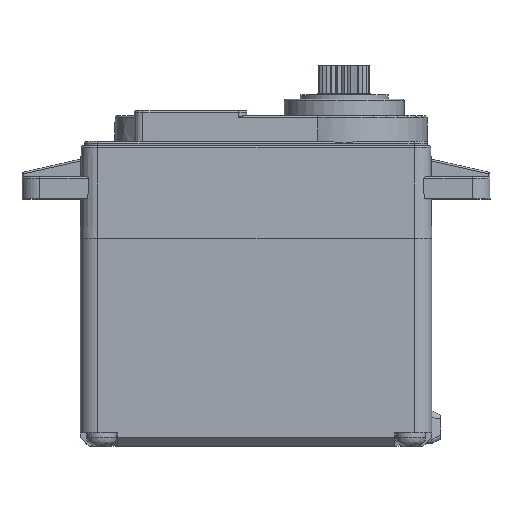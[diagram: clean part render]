
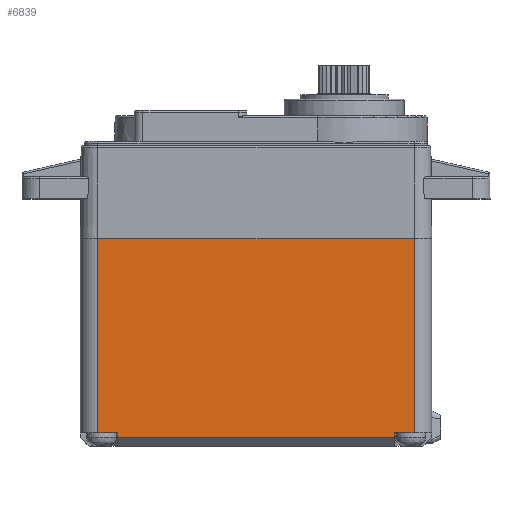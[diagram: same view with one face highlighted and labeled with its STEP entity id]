
A CAD part, top view. The second image highlights one B-rep face of the part: STEP entity #6839.
In plain terms, the highlighted planar face has unit normal (0, 0, 1).
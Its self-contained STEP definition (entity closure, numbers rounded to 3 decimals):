
#950=DIRECTION('',(1.,0.,0.));
#951=VECTOR('',#950,35.8);
#952=CARTESIAN_POINT('',(-17.9,0.,9.9));
#953=LINE('',#952,#951);
#954=DIRECTION('',(1.,0.,0.));
#955=VECTOR('',#954,2.2);
#956=CARTESIAN_POINT('',(15.7,-22.,9.9));
#957=LINE('',#956,#955);
#958=DIRECTION('',(0.,-1.,0.));
#959=VECTOR('',#958,0.5);
#960=CARTESIAN_POINT('',(-15.7,-22.,9.9));
#961=LINE('',#960,#959);
#962=DIRECTION('',(1.,0.,0.));
#963=VECTOR('',#962,2.2);
#964=CARTESIAN_POINT('',(-17.9,-22.,9.9));
#965=LINE('',#964,#963);
#970=DIRECTION('',(0.,1.,0.));
#971=VECTOR('',#970,22.);
#972=CARTESIAN_POINT('',(17.9,-22.,9.9));
#973=LINE('',#972,#971);
#1027=DIRECTION('',(0.,-1.,0.));
#1028=VECTOR('',#1027,22.);
#1029=CARTESIAN_POINT('',(-17.9,0.,9.9));
#1030=LINE('',#1029,#1028);
#1095=DIRECTION('',(-1.,0.,0.));
#1096=VECTOR('',#1095,31.4);
#1097=CARTESIAN_POINT('',(15.7,-22.5,9.9));
#1098=LINE('',#1097,#1096);
#1111=DIRECTION('',(0.,1.,0.));
#1112=VECTOR('',#1111,0.5);
#1113=CARTESIAN_POINT('',(15.7,-22.5,9.9));
#1114=LINE('',#1113,#1112);
#4973=CARTESIAN_POINT('',(-17.9,-22.,9.9));
#4974=VERTEX_POINT('',#4973);
#4975=CARTESIAN_POINT('',(-15.7,-22.,9.9));
#4976=VERTEX_POINT('',#4975);
#4981=CARTESIAN_POINT('',(15.7,-22.,9.9));
#4982=CARTESIAN_POINT('',(17.9,-22.,9.9));
#4983=VERTEX_POINT('',#4981);
#4984=VERTEX_POINT('',#4982);
#5088=CARTESIAN_POINT('',(-15.7,-22.5,9.9));
#5089=VERTEX_POINT('',#5088);
#5090=CARTESIAN_POINT('',(15.7,-22.5,9.9));
#5091=VERTEX_POINT('',#5090);
#5542=CARTESIAN_POINT('',(17.9,0.,
9.9));
#5543=VERTEX_POINT('',#5542);
#5544=CARTESIAN_POINT('',(-17.9,0.,9.9));
#5545=VERTEX_POINT('',#5544);
#6817=CARTESIAN_POINT('',(0.,-9.95,9.9));
#6818=DIRECTION('',(0.,0.,1.));
#6819=DIRECTION('',(1.,0.,0.));
#6820=AXIS2_PLACEMENT_3D('',#6817,#6818,#6819);
#6821=PLANE('',#6820);
#6823=ORIENTED_EDGE('',*,*,#6822,.F.);
#6825=ORIENTED_EDGE('',*,*,#6824,.F.);
#6827=ORIENTED_EDGE('',*,*,#6826,.F.);
#6829=ORIENTED_EDGE('',*,*,#6828,.T.);
#6831=ORIENTED_EDGE('',*,*,#6830,.F.);
#6833=ORIENTED_EDGE('',*,*,#6832,.F.);
#6835=ORIENTED_EDGE('',*,*,#6834,.F.);
#6836=ORIENTED_EDGE('',*,*,#6800,.T.);
#6837=EDGE_LOOP('',(#6823,#6825,#6827,#6829,#6831,#6833,#6835,#6836));
#6838=FACE_OUTER_BOUND('',#6837,.F.);
#6839=ADVANCED_FACE('',(#6838),#6821,.T.);
#6800=EDGE_CURVE('',#5545,#5543,#953,.T.);
#6822=EDGE_CURVE('',#4984,#5543,#973,.T.);
#6824=EDGE_CURVE('',#4983,#4984,#957,.T.);
#6826=EDGE_CURVE('',#5091,#4983,#1114,.T.);
#6828=EDGE_CURVE('',#5091,#5089,#1098,.T.);
#6830=EDGE_CURVE('',#4976,#5089,#961,.T.);
#6832=EDGE_CURVE('',#4974,#4976,#965,.T.);
#6834=EDGE_CURVE('',#5545,#4974,#1030,.T.);
